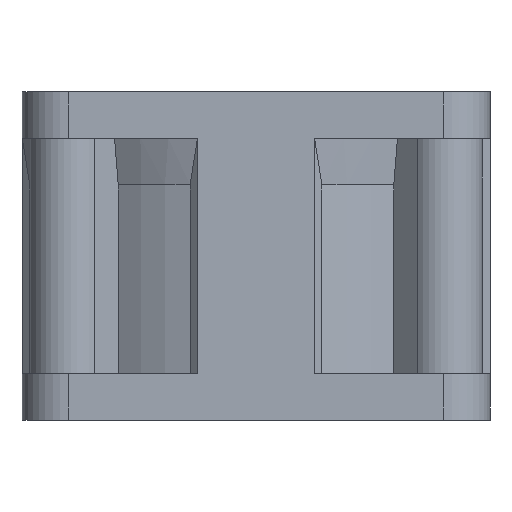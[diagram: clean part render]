
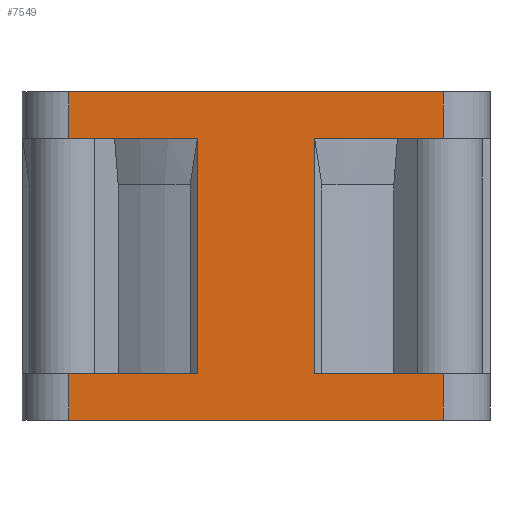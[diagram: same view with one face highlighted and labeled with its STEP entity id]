
A CAD part, front view. The second image highlights one B-rep face of the part: STEP entity #7549.
In plain terms, the highlighted planar face has unit normal (0, -1, 0).
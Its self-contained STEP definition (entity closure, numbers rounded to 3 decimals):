
#119=DIRECTION('',(-1.,0.,0.));
#120=VECTOR('',#119,32.2);
#121=CARTESIAN_POINT('',(16.1,-20.1,0.));
#122=LINE('',#121,#120);
#2560=DIRECTION('',(0.,0.,-1.));
#2561=VECTOR('',#2560,20.2);
#2562=CARTESIAN_POINT('',(-5.,-20.1,-4.));
#2563=LINE('',#2562,#2561);
#2564=DIRECTION('',(-1.,0.,0.));
#2565=VECTOR('',#2564,11.1);
#2566=CARTESIAN_POINT('',(-5.,-20.1,-24.2));
#2567=LINE('',#2566,#2565);
#2568=DIRECTION('',(-1.,0.,0.));
#2569=VECTOR('',#2568,11.1);
#2570=CARTESIAN_POINT('',(-5.,-20.1,-4.));
#2571=LINE('',#2570,#2569);
#2572=DIRECTION('',(-1.,0.,0.));
#2573=VECTOR('',#2572,11.1);
#2574=CARTESIAN_POINT('',(16.1,-20.1,-4.));
#2575=LINE('',#2574,#2573);
#2576=DIRECTION('',(0.,0.,-1.));
#2577=VECTOR('',#2576,20.2);
#2578=CARTESIAN_POINT('',(5.,-20.1,-4.));
#2579=LINE('',#2578,#2577);
#2580=DIRECTION('',(-1.,0.,0.));
#2581=VECTOR('',#2580,11.1);
#2582=CARTESIAN_POINT('',(16.1,-20.1,-24.2));
#2583=LINE('',#2582,#2581);
#2584=DIRECTION('',(-1.,0.,0.));
#2585=VECTOR('',#2584,32.2);
#2586=CARTESIAN_POINT('',(16.1,-20.1,-28.2));
#2587=LINE('',#2586,#2585);
#2593=DIRECTION('',(0.,0.,1.));
#2594=VECTOR('',#2593,4.);
#2595=CARTESIAN_POINT('',(-16.1,-20.1,-28.2));
#2596=LINE('',#2595,#2594);
#2606=DIRECTION('',(0.,0.,1.));
#2607=VECTOR('',#2606,4.);
#2608=CARTESIAN_POINT('',(-16.1,-20.1,-4.));
#2609=LINE('',#2608,#2607);
#2702=DIRECTION('',(0.,0.,1.));
#2703=VECTOR('',#2702,4.);
#2704=CARTESIAN_POINT('',(16.1,-20.1,-28.2));
#2705=LINE('',#2704,#2703);
#2715=DIRECTION('',(0.,0.,1.));
#2716=VECTOR('',#2715,4.);
#2717=CARTESIAN_POINT('',(16.1,-20.1,-4.));
#2718=LINE('',#2717,#2716);
#3505=CARTESIAN_POINT('',(16.1,-20.1,-28.2));
#3507=VERTEX_POINT('',#3505);
#3509=CARTESIAN_POINT('',(-16.1,-20.1,0.));
#3511=VERTEX_POINT('',#3509);
#3516=CARTESIAN_POINT('',(-16.1,-20.1,-28.2));
#3517=VERTEX_POINT('',#3516);
#3522=CARTESIAN_POINT('',(16.1,-20.1,0.));
#3523=VERTEX_POINT('',#3522);
#3573=CARTESIAN_POINT('',(16.1,-20.1,-24.2));
#3575=VERTEX_POINT('',#3573);
#3578=CARTESIAN_POINT('',(-16.1,-20.1,-24.2));
#3580=VERTEX_POINT('',#3578);
#3591=CARTESIAN_POINT('',(16.1,-20.1,-4.));
#3592=VERTEX_POINT('',#3591);
#3593=CARTESIAN_POINT('',(-16.1,-20.1,-4.));
#3594=VERTEX_POINT('',#3593);
#3603=CARTESIAN_POINT('',(5.,-20.1,-24.2));
#3604=VERTEX_POINT('',#3603);
#3609=CARTESIAN_POINT('',(-5.,-20.1,-24.2));
#3610=VERTEX_POINT('',#3609);
#3737=CARTESIAN_POINT('',(5.,-20.1,-4.));
#3738=VERTEX_POINT('',#3737);
#3739=CARTESIAN_POINT('',(-5.,-20.1,-4.));
#3740=VERTEX_POINT('',#3739);
#7525=CARTESIAN_POINT('',(20.1,-20.1,0.));
#7526=DIRECTION('',(0.,1.,0.));
#7527=DIRECTION('',(-1.,0.,0.));
#7528=AXIS2_PLACEMENT_3D('',#7525,#7526,#7527);
#7529=PLANE('',#7528);
#7530=ORIENTED_EDGE('',*,*,#6656,.F.);
#7531=ORIENTED_EDGE('',*,*,#7520,.F.);
#7532=ORIENTED_EDGE('',*,*,#6919,.T.);
#7534=ORIENTED_EDGE('',*,*,#7533,.T.);
#7535=ORIENTED_EDGE('',*,*,#4030,.F.);
#7537=ORIENTED_EDGE('',*,*,#7536,.F.);
#7538=ORIENTED_EDGE('',*,*,#6968,.T.);
#7540=ORIENTED_EDGE('',*,*,#7539,.T.);
#7541=ORIENTED_EDGE('',*,*,#6736,.F.);
#7543=ORIENTED_EDGE('',*,*,#7542,.F.);
#7544=ORIENTED_EDGE('',*,*,#6373,.T.);
#7546=ORIENTED_EDGE('',*,*,#7545,.T.);
#7547=EDGE_LOOP('',(#7530,#7531,#7532,#7534,#7535,#7537,#7538,#7540,#7541,#7543,
#7544,#7546));
#7548=FACE_OUTER_BOUND('',#7547,.F.);
#7549=ADVANCED_FACE('',(#7548),#7529,.F.);
#4030=EDGE_CURVE('',#3523,#3511,#122,.T.);
#6373=EDGE_CURVE('',#3507,#3517,#2587,.T.);
#6656=EDGE_CURVE('',#3610,#3580,#2567,.T.);
#6736=EDGE_CURVE('',#3575,#3604,#2583,.T.);
#6919=EDGE_CURVE('',#3740,#3594,#2571,.T.);
#6968=EDGE_CURVE('',#3592,#3738,#2575,.T.);
#7520=EDGE_CURVE('',#3740,#3610,#2563,.T.);
#7533=EDGE_CURVE('',#3594,#3511,#2609,.T.);
#7536=EDGE_CURVE('',#3592,#3523,#2718,.T.);
#7539=EDGE_CURVE('',#3738,#3604,#2579,.T.);
#7542=EDGE_CURVE('',#3507,#3575,#2705,.T.);
#7545=EDGE_CURVE('',#3517,#3580,#2596,.T.);
